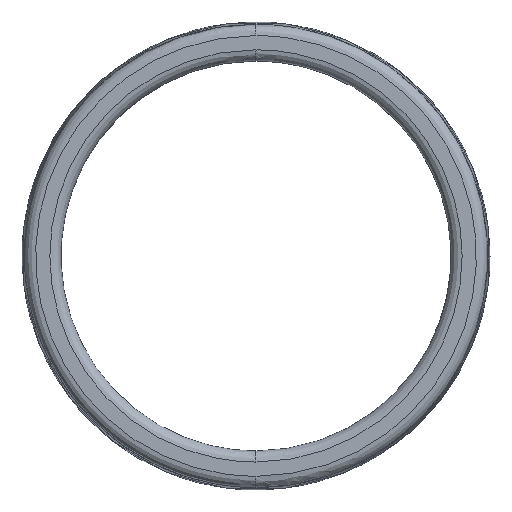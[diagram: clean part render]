
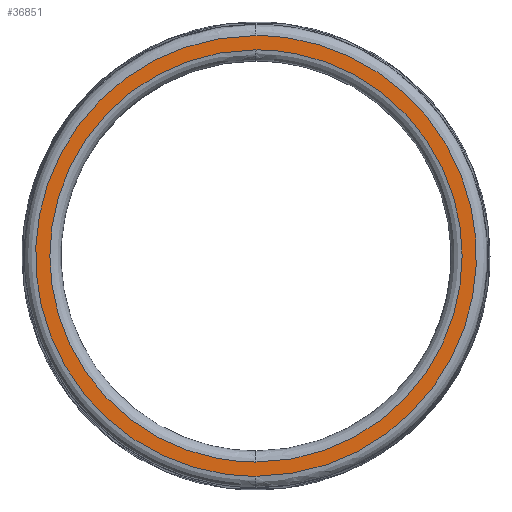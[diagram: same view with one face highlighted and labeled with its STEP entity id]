
A CAD part, top view. The second image highlights one B-rep face of the part: STEP entity #36851.
In plain terms, the highlighted free-form (B-spline) face has degree [1, 1] with [2, 2] control points.
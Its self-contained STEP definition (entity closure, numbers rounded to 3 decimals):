
#36812 = VERTEX_POINT('',#36813);
#36813 = CARTESIAN_POINT('',(0.,-11.037,2.713));
#36821 = VERTEX_POINT('',#36822);
#36822 = CARTESIAN_POINT('',(0.,11.037,2.713));
#36828 = EDGE_CURVE('',#36812,#36821,#36829,.T.);
#36829 = ( BOUNDED_CURVE() B_SPLINE_CURVE(2,(#36830,#36831,#36832,#36833
,#36834),.UNSPECIFIED.,.F.,.F.) B_SPLINE_CURVE_WITH_KNOTS((3,2,3),(0.,
1.571,3.142),.PIECEWISE_BEZIER_KNOTS.) CURVE() 
GEOMETRIC_REPRESENTATION_ITEM() RATIONAL_B_SPLINE_CURVE((1.,
0.707,1.,0.707,1.)) REPRESENTATION_ITEM('') );
#36830 = CARTESIAN_POINT('',(0.,-11.037,2.713));
#36831 = CARTESIAN_POINT('',(11.037,-11.037,
    2.713));
#36832 = CARTESIAN_POINT('',(11.037,0.,
    2.713));
#36833 = CARTESIAN_POINT('',(11.037,11.037,
    2.713));
#36834 = CARTESIAN_POINT('',(0.,11.037,
    2.713));
#36851 = ADVANCED_FACE('',(#36852,#36863),#36885,.F.);
#36852 = FACE_BOUND('',#36853,.F.);
#36853 = EDGE_LOOP('',(#36854,#36862));
#36854 = ORIENTED_EDGE('',*,*,#36855,.F.);
#36855 = EDGE_CURVE('',#36821,#36812,#36856,.T.);
#36856 = ( BOUNDED_CURVE() B_SPLINE_CURVE(2,(#36857,#36858,#36859,#36860
,#36861),.UNSPECIFIED.,.F.,.F.) B_SPLINE_CURVE_WITH_KNOTS((3,2,3),(0.,
1.571,3.142),.PIECEWISE_BEZIER_KNOTS.) CURVE() 
GEOMETRIC_REPRESENTATION_ITEM() RATIONAL_B_SPLINE_CURVE((1.,
0.707,1.,0.707,1.)) REPRESENTATION_ITEM('') );
#36857 = CARTESIAN_POINT('',(0.,11.037,2.713));
#36858 = CARTESIAN_POINT('',(-11.037,11.037,
    2.713));
#36859 = CARTESIAN_POINT('',(-11.037,0.,
    2.713));
#36860 = CARTESIAN_POINT('',(-11.037,-11.037,
    2.713));
#36861 = CARTESIAN_POINT('',(0.,-11.037,
    2.713));
#36862 = ORIENTED_EDGE('',*,*,#36828,.F.);
#36863 = FACE_BOUND('',#36864,.F.);
#36864 = EDGE_LOOP('',(#36865,#36877));
#36865 = ORIENTED_EDGE('',*,*,#36866,.T.);
#36866 = EDGE_CURVE('',#36867,#36869,#36871,.T.);
#36867 = VERTEX_POINT('',#36868);
#36868 = CARTESIAN_POINT('',(0.,10.324,2.713));
#36869 = VERTEX_POINT('',#36870);
#36870 = CARTESIAN_POINT('',(0.,-10.324,2.713));
#36871 = ( BOUNDED_CURVE() B_SPLINE_CURVE(2,(#36872,#36873,#36874,#36875
,#36876),.UNSPECIFIED.,.F.,.F.) B_SPLINE_CURVE_WITH_KNOTS((3,2,3),(0.,
1.571,3.142),.PIECEWISE_BEZIER_KNOTS.) CURVE() 
GEOMETRIC_REPRESENTATION_ITEM() RATIONAL_B_SPLINE_CURVE((1.,
0.707,1.,0.707,1.)) REPRESENTATION_ITEM('') );
#36872 = CARTESIAN_POINT('',(0.,10.324,2.713));
#36873 = CARTESIAN_POINT('',(-10.324,10.324,
    2.713));
#36874 = CARTESIAN_POINT('',(-10.324,0.,
    2.713));
#36875 = CARTESIAN_POINT('',(-10.324,-10.324,
    2.713));
#36876 = CARTESIAN_POINT('',(0.,-10.324,
    2.713));
#36877 = ORIENTED_EDGE('',*,*,#36878,.T.);
#36878 = EDGE_CURVE('',#36869,#36867,#36879,.T.);
#36879 = ( BOUNDED_CURVE() B_SPLINE_CURVE(2,(#36880,#36881,#36882,#36883
,#36884),.UNSPECIFIED.,.F.,.F.) B_SPLINE_CURVE_WITH_KNOTS((3,2,3),(0.,
1.571,3.142),.PIECEWISE_BEZIER_KNOTS.) CURVE() 
GEOMETRIC_REPRESENTATION_ITEM() RATIONAL_B_SPLINE_CURVE((1.,
0.707,1.,0.707,1.)) REPRESENTATION_ITEM('') );
#36880 = CARTESIAN_POINT('',(0.,-10.324,2.713));
#36881 = CARTESIAN_POINT('',(10.324,-10.324,
    2.713));
#36882 = CARTESIAN_POINT('',(10.324,0.,
    2.713));
#36883 = CARTESIAN_POINT('',(10.324,10.324,
    2.713));
#36884 = CARTESIAN_POINT('',(0.,10.324,
    2.713));
#36885 = B_SPLINE_SURFACE_WITH_KNOTS('',1,1,(
    (#36886,#36887)
    ,(#36888,#36889
    )),.UNSPECIFIED.,.F.,.F.,.F.,(2,2),(2,2),(-9.888,
    9.888),(-9.888,9.888),
  .PIECEWISE_BEZIER_KNOTS.);
#36886 = CARTESIAN_POINT('',(11.037,11.037,
    2.713));
#36887 = CARTESIAN_POINT('',(-11.037,11.037,
    2.713));
#36888 = CARTESIAN_POINT('',(11.037,-11.037,
    2.713));
#36889 = CARTESIAN_POINT('',(-11.037,-11.037,
    2.713));
